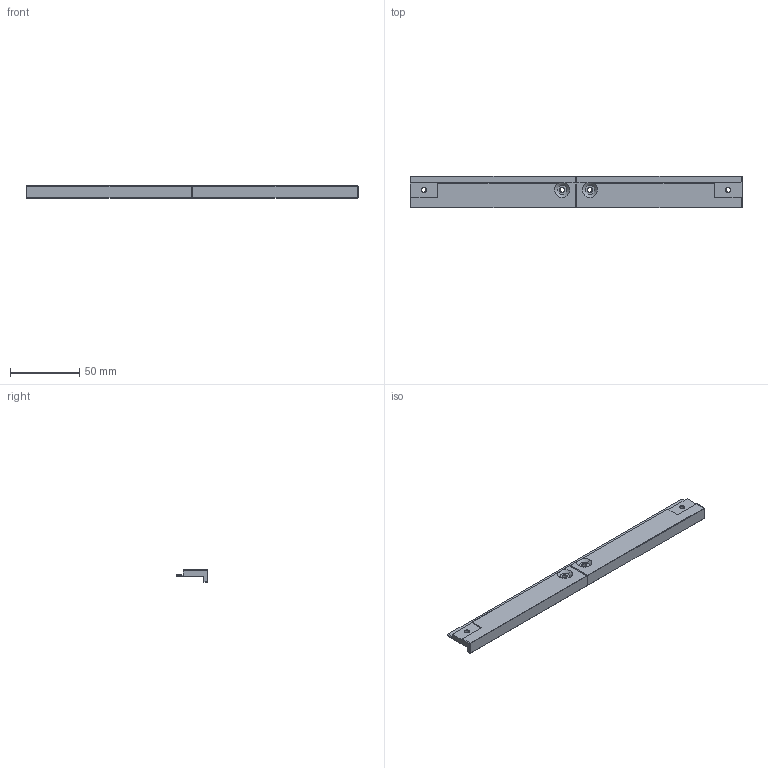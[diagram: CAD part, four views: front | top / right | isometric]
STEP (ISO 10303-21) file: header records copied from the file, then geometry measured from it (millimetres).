
FILE_DESCRIPTION (( 'STEP AP203' ), '1' );
FILE_NAME ('猾眊_掖醱筵褽.STEP', '2024-01-19T05:00:06', ( 'Leo' ), ( '' ), 'SwSTEP 2.0', 'SolidWorks 2022', '' );
FILE_SCHEMA (( 'CONFIG_CONTROL_DESIGN' ));
Length unit declared in the file: millimetre
Products named in the file (1): 封箱_背面横梁
Bounding box: 240 x 23 x 9 mm (x, y, z)
Volume: 25548.1 mm3; surface area: 15795.1 mm2
Topology: 2 solids, 2 shells, 90 faces, 226 edges, 140 vertices
Faces by surface type: plane 38, cone 28, cylinder 24
Entity records: 2783 total; most frequent: DIRECTION 486, CARTESIAN_POINT 481, ORIENTED_EDGE 452, EDGE_CURVE 226, AXIS2_PLACEMENT_3D 173, VERTEX_POINT 140, LINE 140, VECTOR 140
